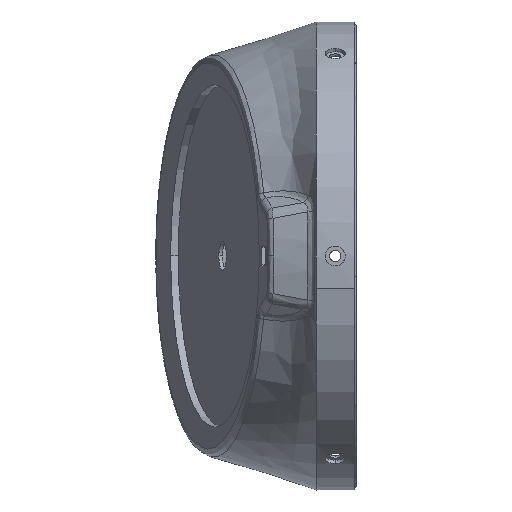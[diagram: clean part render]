
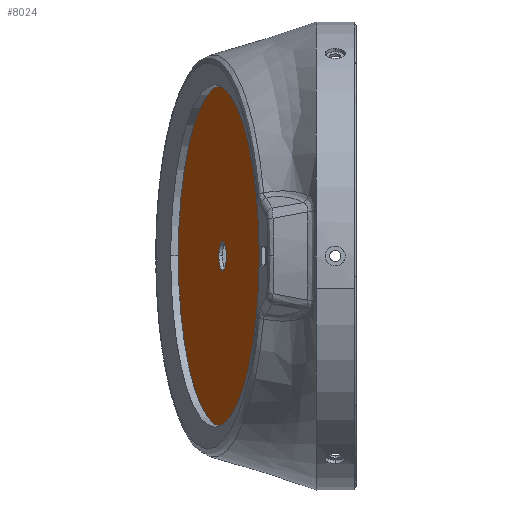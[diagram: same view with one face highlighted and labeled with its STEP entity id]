
A CAD part, left-side view. The second image highlights one B-rep face of the part: STEP entity #8024.
In plain terms, the highlighted planar face has unit normal (-0.259, 0.966, 0).
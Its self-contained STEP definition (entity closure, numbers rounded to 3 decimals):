
#283 = DIRECTION ( 'NONE',  ( -0.966, -0.259, 0. ) ) ;
#903 = CARTESIAN_POINT ( 'NONE',  ( 83.164, 263.619, 0. ) ) ;
#1157 = FACE_BOUND ( 'NONE', #18699, .T. ) ;
#1258 = DIRECTION ( 'NONE',  ( -0.966, -0.259, 0. ) ) ;
#2046 = ORIENTED_EDGE ( 'NONE', *, *, #10946, .T. ) ;
#2248 = VERTEX_POINT ( 'NONE', #19752 ) ;
#3074 = DIRECTION ( 'NONE',  ( -0.259, 0.966, 0. ) ) ;
#3202 = CARTESIAN_POINT ( 'NONE',  ( -3.772, 240.324, 0. ) ) ;
#3308 = EDGE_CURVE ( 'NONE', #17399, #8907, #12826, .T. ) ;
#4138 = CARTESIAN_POINT ( 'NONE',  ( -3.772, 240.324, 0. ) ) ;
#4497 = DIRECTION ( 'NONE',  ( 0.966, 0.259, 0. ) ) ;
#5581 = EDGE_CURVE ( 'NONE', #14324, #2248, #10859, .T. ) ;
#6105 = CIRCLE ( 'NONE', #18395, 90.003 ) ;
#7080 = DIRECTION ( 'NONE',  ( -0.259, 0.966, 0. ) ) ;
#7333 = PLANE ( 'NONE',  #13124 ) ;
#7376 = DIRECTION ( 'NONE',  ( -0.966, -0.259, 0. ) ) ;
#7528 = CARTESIAN_POINT ( 'NONE',  ( -3.772, 240.324, 0. ) ) ;
#7658 = DIRECTION ( 'NONE',  ( -0.259, 0.966, 0. ) ) ;
#8024 = ADVANCED_FACE ( 'NONE', ( #9253, #1157 ), #7333, .F. ) ;
#8154 = EDGE_CURVE ( 'NONE', #2248, #14324, #12154, .T. ) ;
#8907 = VERTEX_POINT ( 'NONE', #15071 ) ;
#9047 = CARTESIAN_POINT ( 'NONE',  ( -3.772, 240.324, 0. ) ) ;
#9253 = FACE_OUTER_BOUND ( 'NONE', #14211, .T. ) ;
#10356 = CARTESIAN_POINT ( 'NONE',  ( -11.017, 238.383, 0. ) ) ;
#10544 = AXIS2_PLACEMENT_3D ( 'NONE', #9047, #3074, #1258 ) ;
#10859 = CIRCLE ( 'NONE', #10544, 7.5 ) ;
#10946 = EDGE_CURVE ( 'NONE', #8907, #17399, #6105, .T. ) ;
#11273 = ORIENTED_EDGE ( 'NONE', *, *, #3308, .T. ) ;
#12154 = CIRCLE ( 'NONE', #15700, 7.5 ) ;
#12196 = CARTESIAN_POINT ( 'NONE',  ( -55.146, 226.559, -65. ) ) ;
#12292 = DIRECTION ( 'NONE',  ( -0.966, -0.259, 0. ) ) ;
#12826 = CIRCLE ( 'NONE', #17995, 90.003 ) ;
#13124 = AXIS2_PLACEMENT_3D ( 'NONE', #12196, #18376, #4497 ) ;
#14211 = EDGE_LOOP ( 'NONE', ( #2046, #11273 ) ) ;
#14324 = VERTEX_POINT ( 'NONE', #10356 ) ;
#15071 = CARTESIAN_POINT ( 'NONE',  ( -90.709, 217.03, 0. ) ) ;
#15700 = AXIS2_PLACEMENT_3D ( 'NONE', #7528, #16745, #12292 ) ;
#16745 = DIRECTION ( 'NONE',  ( -0.259, 0.966, 0. ) ) ;
#17399 = VERTEX_POINT ( 'NONE', #903 ) ;
#17941 = ORIENTED_EDGE ( 'NONE', *, *, #5581, .F. ) ;
#17995 = AXIS2_PLACEMENT_3D ( 'NONE', #4138, #7080, #7376 ) ;
#18376 = DIRECTION ( 'NONE',  ( 0.259, -0.966, 0. ) ) ;
#18395 = AXIS2_PLACEMENT_3D ( 'NONE', #3202, #7658, #283 ) ;
#18563 = ORIENTED_EDGE ( 'NONE', *, *, #8154, .F. ) ;
#18699 = EDGE_LOOP ( 'NONE', ( #17941, #18563 ) ) ;
#19752 = CARTESIAN_POINT ( 'NONE',  ( 3.472, 242.265, 0. ) ) ;
